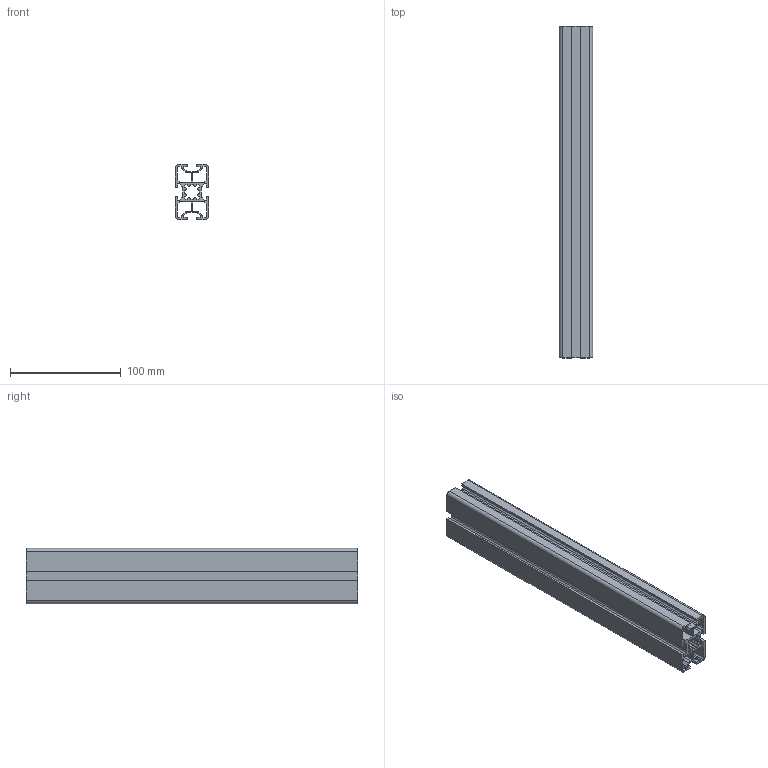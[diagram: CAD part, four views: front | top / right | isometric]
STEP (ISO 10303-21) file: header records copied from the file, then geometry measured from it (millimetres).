
FILE_DESCRIPTION (( 'STEP AP214' ), '1' );
FILE_NAME ('1728062037317.step', '2024-10-04T17:13:59', ( 'Windows User' ), ( '' ), 'SwSTEP 2.0', 'SolidWorks 2011', '' );
FILE_SCHEMA (( 'AUTOMOTIVE_DESIGN' ));
Length unit declared in the file: millimetre
Products named in the file (2): 1.11.030050.44LPx300.00(1); 1728062037317
Assembly tree (1 placements, depth 2):
  1728062037317
    1.11.030050.44LPx300.00(1)
Bounding box: 30 x 300 x 50 mm (x, y, z)
Volume: 140451.2 mm3; surface area: 156635.9 mm2
Topology: 1 solids, 1 shells, 172 faces, 510 edges, 340 vertices
Faces by surface type: plane 106, cylinder 66
Entity records: 5852 total; most frequent: CARTESIAN_POINT 1026, ORIENTED_EDGE 1020, DIRECTION 994, EDGE_CURVE 510, LINE 378, VECTOR 378, VERTEX_POINT 340, AXIS2_PLACEMENT_3D 308
